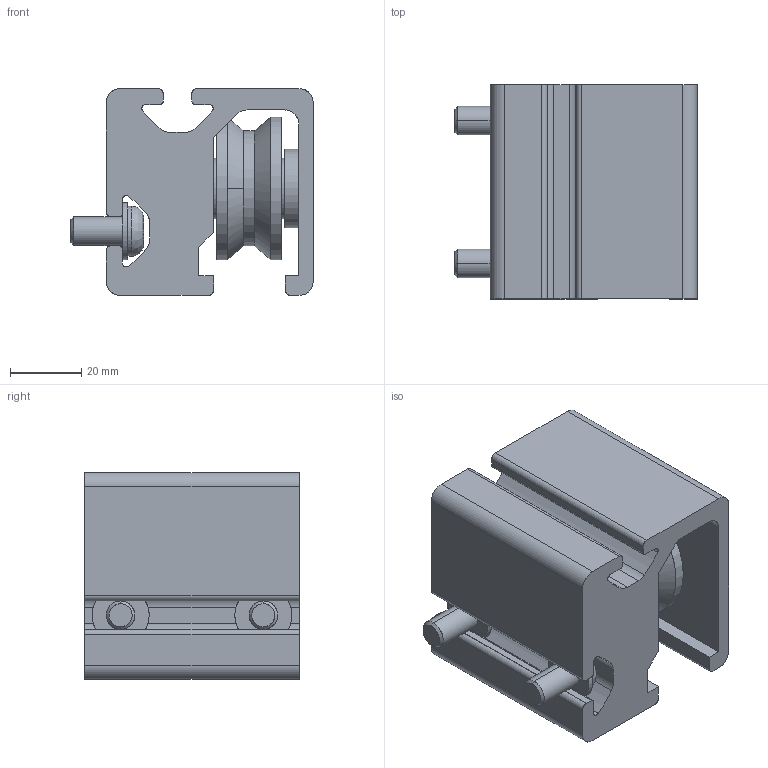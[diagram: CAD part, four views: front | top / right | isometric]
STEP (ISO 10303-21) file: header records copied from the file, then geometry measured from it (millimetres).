
FILE_DESCRIPTION (( 'STEP AP214' ), '1' );
FILE_NAME ('7720018', '2019-02-04T09:52:12', ( '' ), ('JUGARD+KÜNSTNER GmbH'), 'SwSTEP 2.0', 'SolidWorks 2017', '' );
FILE_SCHEMA (( 'AUTOMOTIVE_DESIGN' ));
Length unit declared in the file: millimetre
Products named in the file (1): 7720018_CNAJF00
Bounding box: 67.9 x 60 x 58 mm (x, y, z)
Surface area: 34850.8 mm2 (no closed solid volume)
Topology: 0 solids, 112 shells, 137 faces, 631 edges, 578 vertices
Faces by surface type: cylinder 62, plane 59, cone 12, bspline 4
Entity records: 14564 total; most frequent: CARTESIAN_POINT 8372, DIRECTION 870, ORIENTED_EDGE 676, EDGE_CURVE 627, VERTEX_POINT 577, LINE 334, VECTOR 334, AXIS2_PLACEMENT_3D 268
